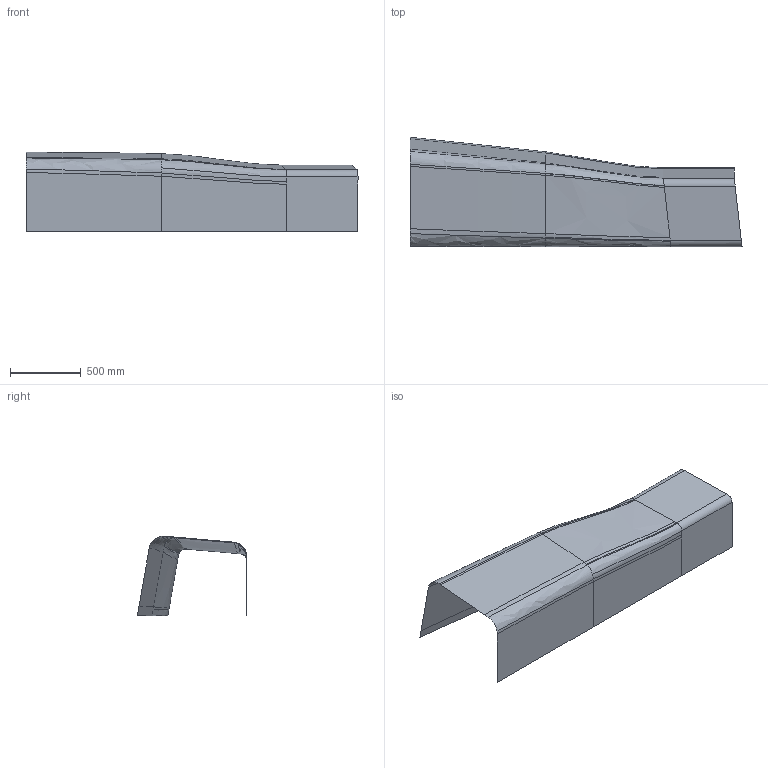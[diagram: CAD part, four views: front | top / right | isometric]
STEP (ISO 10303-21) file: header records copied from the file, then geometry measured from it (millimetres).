
FILE_DESCRIPTION(('CAx-IF Rec.Pracs.---Model Styling and Organization---1.5---2016-08-15','CAx-IF Rec.Pracs.---Geometric and Assembly Validation Properties---4.4---2016-08-17','CAx-IF Rec.Pracs.---User Defined Attributes---1.5---2016-08-15','CAx-IF Rec.Pracs.---External References---2.1---2005-01-19'),'2;1');
FILE_NAME('vcspar.stp','2024-01-23T16:15:27',('Unspecified'),('Unspecified'),'CAD Exchanger 3.24.0 (cadexchanger.com)','Unspecified','');
FILE_SCHEMA(('AP242_MANAGED_MODEL_BASED_3D_ENGINEERING_MIM_LF { 1 0 10303 442 1 1 4 }'));
Length unit declared in the file: metre
Products named in the file (16): spar|layup tool and plies|SP1; spar|layup tool and plies|SP2; spar|layup tool and plies|110.1<*90*>; spar|layup tool and plies|120.1<*45*>; spar|layup tool and plies|130.1<*0*>; spar|layup tool and plies|140.1<*-45*>; spar|layup tool and plies|150.1<*90*>; spar|layup tool and plies|160.1<*45*>; spar|layup tool and plies|180.1<*-45*>; spar|layup tool and plies|160.1.1<*45*>; spar|layup tool and plies|170.1<*0*>; spar|layup tool and plies|guide1; spar|layup tool and plies|guide3; spar|layup tool and plies|guide4; spar|layup tool and plies|guide6; spar|layup tool and plies|spar layup tool
Bounding box: 2341.75 x 771.94 x 560.96 mm (x, y, z)
Surface area: 3504260.7 mm2 (no closed solid volume)
Topology: 0 solids, 1 shells, 31 faces, 402 edges, 387 vertices
Faces by surface type: bspline 31
Entity records: 6606 total; most frequent: CARTESIAN_POINT 3887, VERTEX_POINT 578, EDGE_CURVE 402, B_SPLINE_CURVE_WITH_KNOTS 262, DIRECTION 161, ORIENTED_EDGE 138, LINE 121, VECTOR 121
